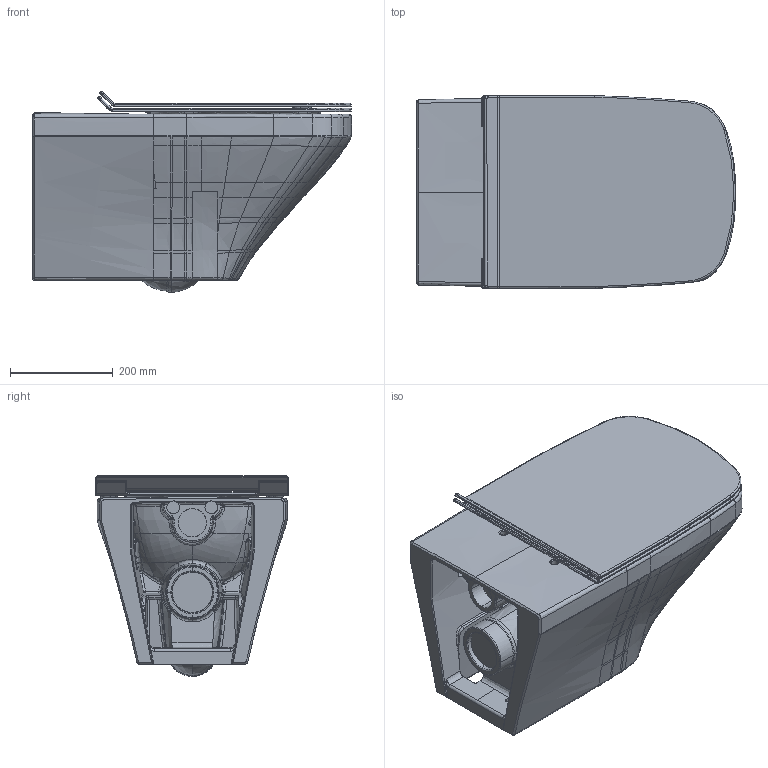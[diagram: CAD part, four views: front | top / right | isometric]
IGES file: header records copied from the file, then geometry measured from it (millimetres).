
Global section: file name: No Iges File Name specified; native system: Autodesk Inventor 2011; preprocessor: AutoDesk Inventor Iges Exporter R2011; author: Administrator; date: 20131010.111016; units: millimetre
Bounding box: 620.11 x 374.61 x 390.44 mm (x, y, z)
Volume: 23629966.6 mm3; surface area: 1987139 mm2
Topology: 9 solids, 9 shells, 1539 faces, 3566 edges, 2016 vertices
Faces by surface type: bspline 1186, plane 109, revolution 105, cylinder 87, torus 48, cone 2, sphere 2
